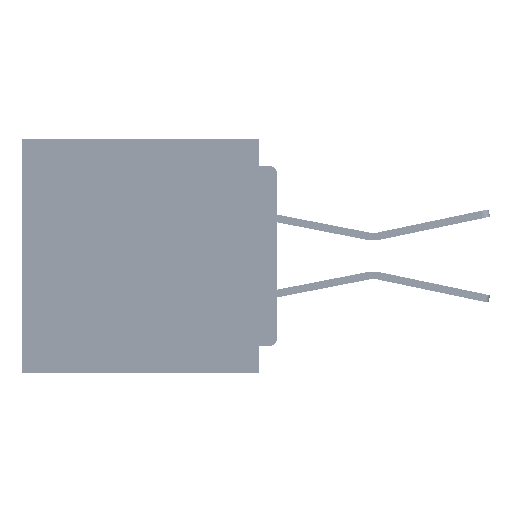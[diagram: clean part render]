
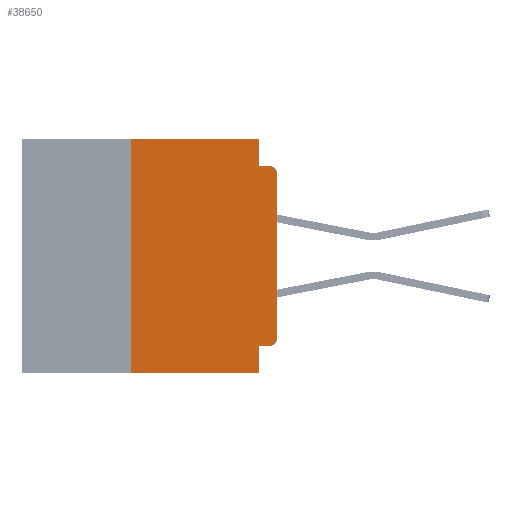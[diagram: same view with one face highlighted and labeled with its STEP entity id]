
A CAD part, left-side view. The second image highlights one B-rep face of the part: STEP entity #38650.
In plain terms, the highlighted planar face has unit normal (-1, 0, 0).
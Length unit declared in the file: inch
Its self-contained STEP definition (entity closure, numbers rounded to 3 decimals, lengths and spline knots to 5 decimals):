
#551 = VERTEX_POINT ( 'NONE', #35363 ) ;
#610 = LINE ( 'NONE', #56393, #53443 ) ;
#1526 = CARTESIAN_POINT ( 'NONE',  ( 0., 0.015, -0.045 ) ) ;
#2450 = VERTEX_POINT ( 'NONE', #21084 ) ;
#2980 = AXIS2_PLACEMENT_3D ( 'NONE', #28010, #63302, #33123 ) ;
#3141 = LINE ( 'NONE', #50893, #55892 ) ;
#3334 = CARTESIAN_POINT ( 'NONE',  ( 0., 0.031, -0.4 ) ) ;
#4265 = CARTESIAN_POINT ( 'NONE',  ( 0., 0.437, -0.4 ) ) ;
#4910 = VECTOR ( 'NONE', #13739, 39.37008 ) ;
#5037 = DIRECTION ( 'NONE',  ( 0., -1., 0. ) ) ;
#5632 = CIRCLE ( 'NONE', #45090, 0.015 ) ;
#6911 = EDGE_CURVE ( 'NONE', #33969, #60034, #14339, .T. ) ;
#7140 = AXIS2_PLACEMENT_3D ( 'NONE', #7532, #43439, #12749 ) ;
#7532 = CARTESIAN_POINT ( 'NONE',  ( 0., 0.437, 0. ) ) ;
#8224 = LINE ( 'NONE', #10429, #35591 ) ;
#9328 = VERTEX_POINT ( 'NONE', #1526 ) ;
#9802 = ORIENTED_EDGE ( 'NONE', *, *, #45521, .F. ) ;
#9876 = ORIENTED_EDGE ( 'NONE', *, *, #32450, .T. ) ;
#10429 = CARTESIAN_POINT ( 'NONE',  ( 0., 0., -0.355 ) ) ;
#10662 = ORIENTED_EDGE ( 'NONE', *, *, #11587, .T. ) ;
#11587 = EDGE_CURVE ( 'NONE', #2450, #48118, #5632, .T. ) ;
#12749 = DIRECTION ( 'NONE',  ( 0., 0., -1. ) ) ;
#13739 = DIRECTION ( 'NONE',  ( 0., 0., -1. ) ) ;
#14339 = LINE ( 'NONE', #4265, #51836 ) ;
#16305 = ORIENTED_EDGE ( 'NONE', *, *, #6911, .T. ) ;
#18550 = LINE ( 'NONE', #62289, #45736 ) ;
#20180 = EDGE_CURVE ( 'NONE', #63492, #34563, #64373, .T. ) ;
#21084 = CARTESIAN_POINT ( 'NONE',  ( 0., 0.015, -0.355 ) ) ;
#21328 = EDGE_CURVE ( 'NONE', #48118, #551, #610, .T. ) ;
#22320 = VERTEX_POINT ( 'NONE', #37353 ) ;
#22328 = CARTESIAN_POINT ( 'NONE',  ( 0., 0.437, 0. ) ) ;
#24292 = CARTESIAN_POINT ( 'NONE',  ( 0., 0.031, 0. ) ) ;
#24398 = CARTESIAN_POINT ( 'NONE',  ( 0., 0.031, -0.355 ) ) ;
#24801 = DIRECTION ( 'NONE',  ( 0., -1., 0. ) ) ;
#26926 = DIRECTION ( 'NONE',  ( 0., 0., 1. ) ) ;
#27571 = DIRECTION ( 'NONE',  ( 0., -1., 0. ) ) ;
#28010 = CARTESIAN_POINT ( 'NONE',  ( 0., 0.015, -0.06 ) ) ;
#28178 = DIRECTION ( 'NONE',  ( -1., 0., 0. ) ) ;
#29210 = ORIENTED_EDGE ( 'NONE', *, *, #45065, .F. ) ;
#29914 = CARTESIAN_POINT ( 'NONE',  ( 0., 0.031, -0.4 ) ) ;
#30048 = ORIENTED_EDGE ( 'NONE', *, *, #32593, .F. ) ;
#32450 = EDGE_CURVE ( 'NONE', #551, #9328, #53691, .T. ) ;
#32593 = EDGE_CURVE ( 'NONE', #37543, #60034, #45830, .T. ) ;
#33123 = DIRECTION ( 'NONE',  ( 0., 0., -1. ) ) ;
#33969 = VERTEX_POINT ( 'NONE', #44903 ) ;
#34563 = VERTEX_POINT ( 'NONE', #24292 ) ;
#35363 = CARTESIAN_POINT ( 'NONE',  ( 0., 0., -0.06 ) ) ;
#35547 = ORIENTED_EDGE ( 'NONE', *, *, #20180, .F. ) ;
#35591 = VECTOR ( 'NONE', #36267, 39.37008 ) ;
#35667 = FACE_OUTER_BOUND ( 'NONE', #43989, .T. ) ;
#36267 = DIRECTION ( 'NONE',  ( 0., 1., 0. ) ) ;
#37353 = CARTESIAN_POINT ( 'NONE',  ( 0., 0.031, -0.045 ) ) ;
#37543 = VERTEX_POINT ( 'NONE', #24398 ) ;
#37616 = VECTOR ( 'NONE', #27571, 39.37008 ) ;
#38650 = ADVANCED_FACE ( 'NONE', ( #35667 ), #63407, .F. ) ;
#43439 = DIRECTION ( 'NONE',  ( 1., 0., 0. ) ) ;
#43539 = CARTESIAN_POINT ( 'NONE',  ( 0., 0., -0.34 ) ) ;
#43989 = EDGE_LOOP ( 'NONE', ( #62450, #9876, #29210, #56055, #35547, #9802, #16305, #30048, #61622, #10662 ) ) ;
#44903 = CARTESIAN_POINT ( 'NONE',  ( 0., 0.25, -0.4 ) ) ;
#45065 = EDGE_CURVE ( 'NONE', #22320, #9328, #48956, .T. ) ;
#45090 = AXIS2_PLACEMENT_3D ( 'NONE', #58432, #28178, #63462 ) ;
#45521 = EDGE_CURVE ( 'NONE', #33969, #63492, #18550, .T. ) ;
#45736 = VECTOR ( 'NONE', #26926, 39.37008 ) ;
#45830 = LINE ( 'NONE', #3334, #4910 ) ;
#48118 = VERTEX_POINT ( 'NONE', #43539 ) ;
#48956 = LINE ( 'NONE', #65995, #59146 ) ;
#50893 = CARTESIAN_POINT ( 'NONE',  ( 0., 0.031, 0. ) ) ;
#51836 = VECTOR ( 'NONE', #24801, 39.37008 ) ;
#53443 = VECTOR ( 'NONE', #61447, 39.37008 ) ;
#53691 = CIRCLE ( 'NONE', #2980, 0.015 ) ;
#55892 = VECTOR ( 'NONE', #65970, 39.37008 ) ;
#56055 = ORIENTED_EDGE ( 'NONE', *, *, #58069, .F. ) ;
#56393 = CARTESIAN_POINT ( 'NONE',  ( 0., 0., 0. ) ) ;
#58069 = EDGE_CURVE ( 'NONE', #34563, #22320, #3141, .T. ) ;
#58432 = CARTESIAN_POINT ( 'NONE',  ( 0., 0.015, -0.34 ) ) ;
#58602 = CARTESIAN_POINT ( 'NONE',  ( 0., 0.25, 0. ) ) ;
#59146 = VECTOR ( 'NONE', #5037, 39.37008 ) ;
#60034 = VERTEX_POINT ( 'NONE', #29914 ) ;
#61447 = DIRECTION ( 'NONE',  ( 0., 0., 1. ) ) ;
#61622 = ORIENTED_EDGE ( 'NONE', *, *, #62102, .F. ) ;
#62102 = EDGE_CURVE ( 'NONE', #2450, #37543, #8224, .T. ) ;
#62289 = CARTESIAN_POINT ( 'NONE',  ( 0., 0.25, -0.4 ) ) ;
#62450 = ORIENTED_EDGE ( 'NONE', *, *, #21328, .T. ) ;
#63302 = DIRECTION ( 'NONE',  ( -1., 0., 0. ) ) ;
#63407 = PLANE ( 'NONE',  #7140 ) ;
#63462 = DIRECTION ( 'NONE',  ( 0., 0., -1. ) ) ;
#63492 = VERTEX_POINT ( 'NONE', #58602 ) ;
#64373 = LINE ( 'NONE', #22328, #37616 ) ;
#65970 = DIRECTION ( 'NONE',  ( 0., 0., -1. ) ) ;
#65995 = CARTESIAN_POINT ( 'NONE',  ( 0., 0., -0.045 ) ) ;
